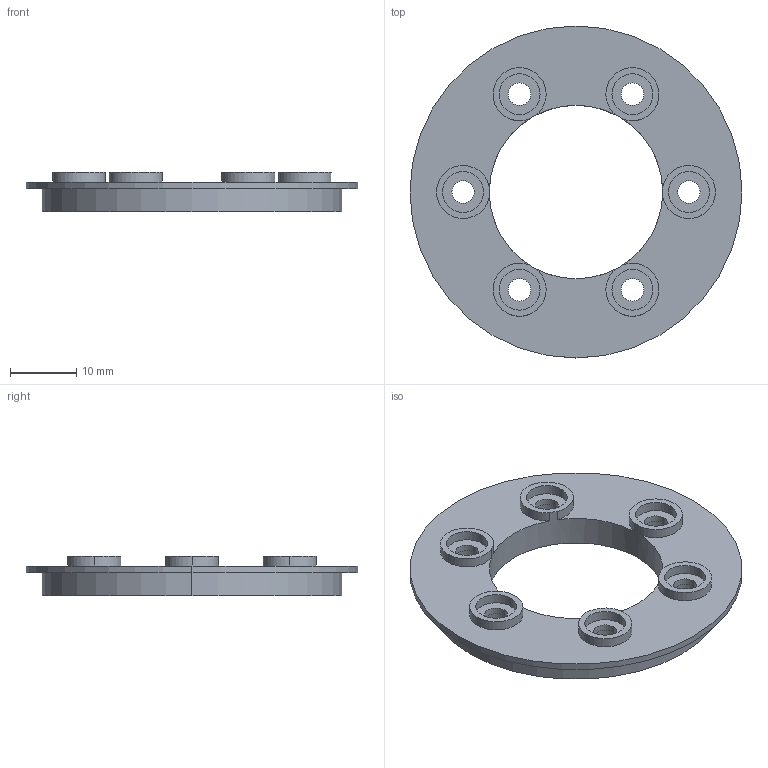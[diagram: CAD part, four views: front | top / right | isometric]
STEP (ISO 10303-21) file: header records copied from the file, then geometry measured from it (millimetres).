
FILE_DESCRIPTION (( 'STEP AP214' ), '1' );
FILE_NAME ('15.媼撰怀堤粣囀.STEP', '2025-11-18T11:30:58', ( '' ), ( '' ), 'SwSTEP 2.0', 'SolidWorks 2023', '' );
FILE_SCHEMA (( 'AUTOMOTIVE_DESIGN' ));
Length unit declared in the file: millimetre
Products named in the file (1): 15.二级输出轴内
Bounding box: 50 x 50 x 6 mm (x, y, z)
Volume: 4938.8 mm3; surface area: 4529.9 mm2
Topology: 1 solids, 1 shells, 78 faces, 189 edges, 126 vertices
Faces by surface type: cylinder 57, plane 21
Entity records: 2410 total; most frequent: DIRECTION 473, CARTESIAN_POINT 394, ORIENTED_EDGE 378, AXIS2_PLACEMENT_3D 205, EDGE_CURVE 189, VERTEX_POINT 126, CIRCLE 126, EDGE_LOOP 105
